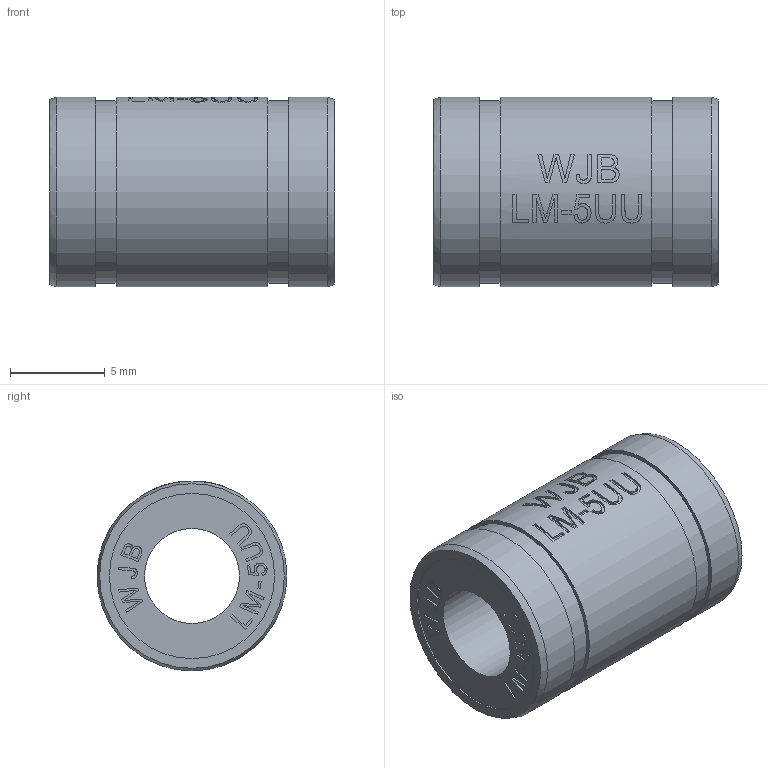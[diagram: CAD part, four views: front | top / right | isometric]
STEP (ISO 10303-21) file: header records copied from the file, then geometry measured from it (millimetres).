
FILE_DESCRIPTION(/* description */ (''),/* implementation_level */ '2;1');
FILE_NAME(/* name */ 'WJB-LM-5UU.stp',/* time_stamp */ '2019-01-27T11:33:25+08:00',/* author */ (''),/* organization */ (''),/* preprocessor_version */ 'ST-DEVELOPER v11',/* originating_system */ 'SIEMENS UGS NX 6.0',/* authorisation */ '');
FILE_SCHEMA (('AUTOMOTIVE_DESIGN { 1 0 10303 214 1 1 1 1 }'));
Length unit declared in the file: millimetre
Products named in the file (1): ROCKE321yzz8
Bounding box: 15 x 10 x 10 mm (x, y, z)
Volume: 859.3 mm3; surface area: 857.1 mm2
Topology: 1 solids, 1 shells, 267 faces, 676 edges, 450 vertices
Faces by surface type: plane 171, extrusion 75, cylinder 19, bspline 2
Full cylindrical faces by diameter (mm): 5 x1, 8.7 x2, 9.6 x2, 10 x3
Entity records: 10357 total; most frequent: CARTESIAN_POINT 4339, ORIENTED_EDGE 1332, DIRECTION 945, EDGE_CURVE 666, VERTEX_POINT 450, VECTOR 431, LINE 356, B_SPLINE_CURVE_WITH_KNOTS 319
